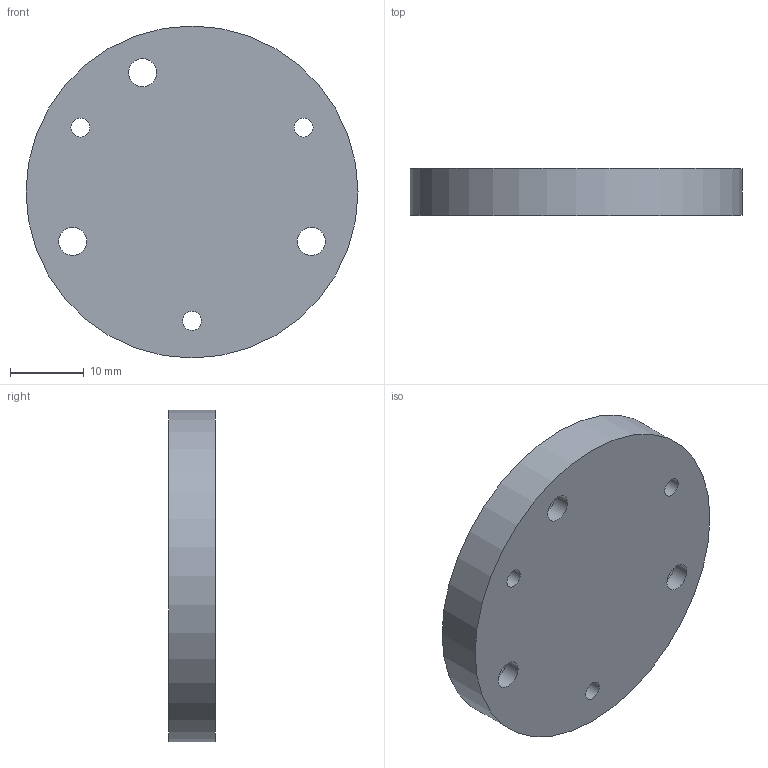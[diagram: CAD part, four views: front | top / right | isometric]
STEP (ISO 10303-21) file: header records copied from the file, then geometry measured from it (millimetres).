
FILE_DESCRIPTION(/* description */ (''),/* implementation_level */ '2;1');
FILE_NAME(/* name */ 'F10157574--_1-FIXTURE_ CMS ETL_ ETL GANTRY THETA MOTOR ADAPTER PLATE.stp',/* time_stamp */ '2021-05-21T10:51:04-05:00',/* author */ ('Caleb'),/* organization */ (''),/* preprocessor_version */ 'ST-DEVELOPER v18.1',/* originating_system */ 'Autodesk Inventor 2022',/* authorisation */ '');
FILE_SCHEMA (('AUTOMOTIVE_DESIGN { 1 0 10303 214 3 1 1 }'));
Length unit declared in the file: millimetre
Products named in the file (1): F10157574--_1-FIXTURE_ CMS ETL_ ETL GANTRY THETA MOTOR ADAPTER PLATE
Bounding box: 45.01 x 6.35 x 45.01 mm (x, y, z)
Volume: 9543.9 mm3; surface area: 4458.5 mm2
Topology: 1 solids, 1 shells, 15 faces, 30 edges, 20 vertices
Faces by surface type: cylinder 10, plane 5
Full cylindrical faces by diameter (mm): 2.578 x3, 3.797 x3, 6.35 x3, 45.009 x1
Entity records: 478 total; most frequent: DIRECTION 82, CARTESIAN_POINT 66, ORIENTED_EDGE 60, AXIS2_PLACEMENT_3D 36, EDGE_LOOP 30, EDGE_CURVE 30, CIRCLE 20, VERTEX_POINT 20
